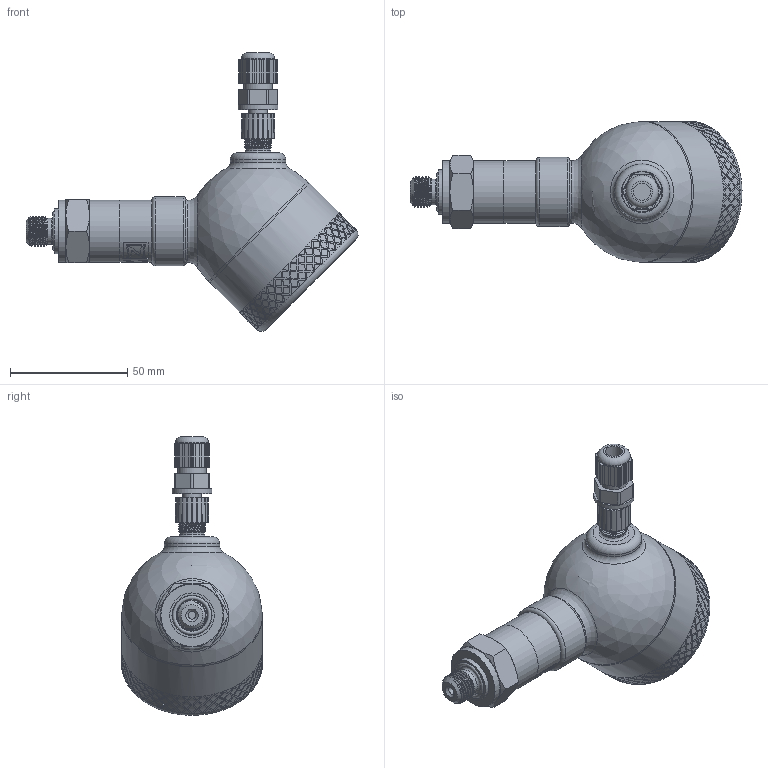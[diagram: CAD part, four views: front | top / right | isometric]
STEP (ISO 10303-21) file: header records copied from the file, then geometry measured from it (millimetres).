
FILE_DESCRIPTION(/* description */ (''),/* implementation_level */ '2;1');
FILE_NAME(/* name */ 'APZ3230FH_8_M12x1-angstraightsplay.step',/* time_stamp */ '2021-06-30T15:48:19+03:00',/* author */ (''),/* organization */ (''),/* preprocessor_version */ 'ST-DEVELOPER v18.1',/* originating_system */ 'Autodesk Translation Framework v10.9.0.1377',/* authorisation */ '');
FILE_SCHEMA (('AUTOMOTIVE_DESIGN { 1 0 10303 214 3 1 1 }'));
Length unit declared in the file: millimetre
Products named in the file (8): Полевой корпус 
3420 3421 3230 заполненный; G 1\4 DIN; FieldHousing Assembly v16; main body; Дисплей; Крышка для 
дисплея; Адаптер М12х1; M12x1 female straight v9
Assembly tree (7 placements, depth 3):
  Полевой корпус 
3420 3421 3230 заполненный
    G 1\4 DIN
    FieldHousing Assembly v16
      main body
      Дисплей
      Крышка для 
дисплея
      Адаптер М12х1
      M12x1 female straight v9
Bounding box: 141.38 x 60.1 x 118.64 mm (x, y, z)
Volume: 175464 mm3; surface area: 51159.3 mm2
Topology: 16 solids, 16 shells, 1742 faces, 4431 edges, 2926 vertices
Faces by surface type: bspline 972, plane 372, cylinder 323, cone 47, torus 25, sphere 3
Full cylindrical faces by diameter (mm): 1 x4, 3.3 x1, 5 x4, 7.3 x1, 8 x3, 9.3 x1, 10.293 x1, 10.5 x2, 10.741 x7, 11 x1, 11.445 x5, 11.884 x6, 12 x1, 13.032 x1, 13.5 x1, 14 x1, 16.7 x1, 17 x1, 19 x1, 19.7 x1, 21.6 x1, 22.4 x1, 23.6 x1, 24.5 x2, 26.5 x3, 29.5 x1, 41 x3, 46 x2, 52.5 x1, 57.2 x1
Entity records: 71544 total; most frequent: CARTESIAN_POINT 36938, ORIENTED_EDGE 8860, EDGE_CURVE 4430, DIRECTION 3826, VERTEX_POINT 2926, B_SPLINE_CURVE_WITH_KNOTS 2726, EDGE_LOOP 1986, FACE_OUTER_BOUND 1742
